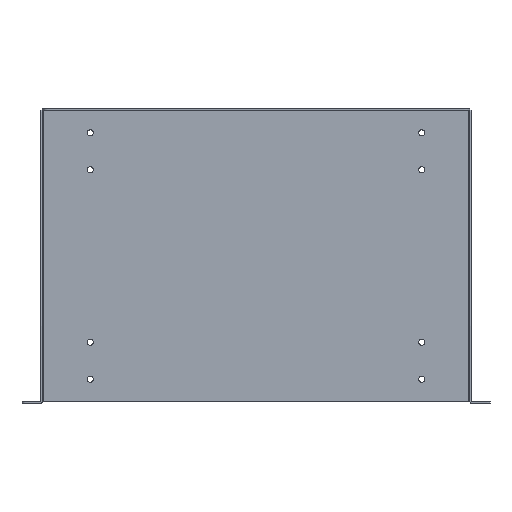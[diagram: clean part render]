
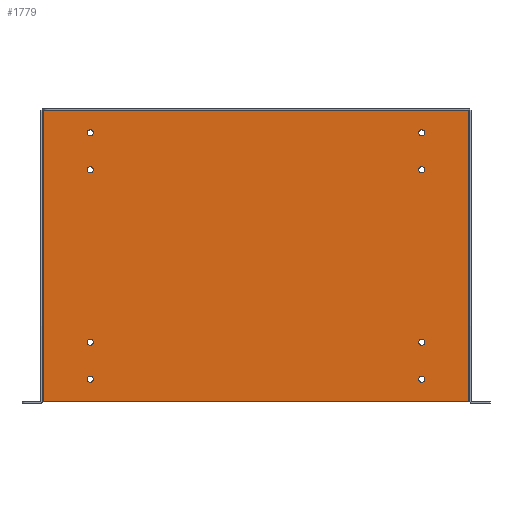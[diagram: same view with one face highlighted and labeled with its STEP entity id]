
A CAD part, top view. The second image highlights one B-rep face of the part: STEP entity #1779.
In plain terms, the highlighted planar face has unit normal (0, 0, 1).
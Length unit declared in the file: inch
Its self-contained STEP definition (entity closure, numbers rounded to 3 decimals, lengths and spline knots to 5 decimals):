
#97 = DIRECTION ( 'NONE',  ( 0., 0., -1. ) ) ;
#122 = CARTESIAN_POINT ( 'NONE',  ( -8.642, -5.964, 0.072 ) ) ;
#126 = VECTOR ( 'NONE', #1062, 39.37008 ) ;
#133 = FACE_BOUND ( 'NONE', #1322, .T. ) ;
#145 = EDGE_CURVE ( 'NONE', #979, #371, #3117, .T. ) ;
#165 = VERTEX_POINT ( 'NONE', #1197 ) ;
#247 = DIRECTION ( 'NONE',  ( 1., 0., 0. ) ) ;
#289 = CARTESIAN_POINT ( 'NONE',  ( -8.75, 5.856, 0.072 ) ) ;
#344 = AXIS2_PLACEMENT_3D ( 'NONE', #3023, #701, #247 ) ;
#371 = VERTEX_POINT ( 'NONE', #2917 ) ;
#372 = FACE_OUTER_BOUND ( 'NONE', #1895, .T. ) ;
#380 = DIRECTION ( 'NONE',  ( 1., 0., 0. ) ) ;
#381 = EDGE_LOOP ( 'NONE', ( #529 ) ) ;
#390 = EDGE_CURVE ( 'NONE', #2750, #2750, #3285, .T. ) ;
#405 = DIRECTION ( 'NONE',  ( 0., 0., -1. ) ) ;
#408 = VERTEX_POINT ( 'NONE', #794 ) ;
#413 = ORIENTED_EDGE ( 'NONE', *, *, #1684, .T. ) ;
#437 = CARTESIAN_POINT ( 'NONE',  ( 8.642, 5.964, 0.072 ) ) ;
#448 = CARTESIAN_POINT ( 'NONE',  ( 6.859, -5.036, 0.072 ) ) ;
#482 = DIRECTION ( 'NONE',  ( 1., 0., 0. ) ) ;
#512 = CIRCLE ( 'NONE', #1090, 0.125 ) ;
#517 = CARTESIAN_POINT ( 'NONE',  ( -6.609, -5.036, 0.072 ) ) ;
#526 = DIRECTION ( 'NONE',  ( 1., 0., 0. ) ) ;
#529 = ORIENTED_EDGE ( 'NONE', *, *, #2330, .T. ) ;
#603 = FACE_BOUND ( 'NONE', #2176, .T. ) ;
#672 = DIRECTION ( 'NONE',  ( 1., 0., 0. ) ) ;
#701 = DIRECTION ( 'NONE',  ( 0., 0., -1. ) ) ;
#703 = VERTEX_POINT ( 'NONE', #448 ) ;
#723 = CARTESIAN_POINT ( 'NONE',  ( 6.859, 4.964, 0.072 ) ) ;
#725 = ORIENTED_EDGE ( 'NONE', *, *, #1277, .F. ) ;
#794 = CARTESIAN_POINT ( 'NONE',  ( 8.642, -5.964, 0.072 ) ) ;
#830 = VECTOR ( 'NONE', #2310, 39.37008 ) ;
#876 = EDGE_LOOP ( 'NONE', ( #2171 ) ) ;
#906 = DIRECTION ( 'NONE',  ( 0., 0., -1. ) ) ;
#913 = CARTESIAN_POINT ( 'NONE',  ( -8.75, 5.964, 0.072 ) ) ;
#943 = FACE_BOUND ( 'NONE', #876, .T. ) ;
#971 = VERTEX_POINT ( 'NONE', #2014 ) ;
#979 = VERTEX_POINT ( 'NONE', #1561 ) ;
#1062 = DIRECTION ( 'NONE',  ( 0., 1., 0. ) ) ;
#1090 = AXIS2_PLACEMENT_3D ( 'NONE', #2257, #3292, #2286 ) ;
#1158 = CIRCLE ( 'NONE', #2951, 0.125 ) ;
#1168 = PLANE ( 'NONE',  #1308 ) ;
#1197 = CARTESIAN_POINT ( 'NONE',  ( -6.609, 3.464, 0.072 ) ) ;
#1206 = CIRCLE ( 'NONE', #2195, 0.125 ) ;
#1269 = CIRCLE ( 'NONE', #3173, 0.125 ) ;
#1277 = EDGE_CURVE ( 'NONE', #2822, #979, #1869, .T. ) ;
#1308 = AXIS2_PLACEMENT_3D ( 'NONE', #913, #1953, #2991 ) ;
#1318 = DIRECTION ( 'NONE',  ( 1., 0., 0. ) ) ;
#1322 = EDGE_LOOP ( 'NONE', ( #2483 ) ) ;
#1324 = VERTEX_POINT ( 'NONE', #517 ) ;
#1329 = CARTESIAN_POINT ( 'NONE',  ( 6.734, 3.464, 0.072 ) ) ;
#1351 = ORIENTED_EDGE ( 'NONE', *, *, #2756, .T. ) ;
#1372 = LINE ( 'NONE', #2109, #2346 ) ;
#1399 = FACE_BOUND ( 'NONE', #2498, .T. ) ;
#1413 = FACE_BOUND ( 'NONE', #3174, .T. ) ;
#1423 = AXIS2_PLACEMENT_3D ( 'NONE', #1959, #906, #380 ) ;
#1433 = EDGE_CURVE ( 'NONE', #371, #408, #2766, .T. ) ;
#1478 = CARTESIAN_POINT ( 'NONE',  ( 6.859, -3.536, 0.072 ) ) ;
#1536 = VERTEX_POINT ( 'NONE', #1791 ) ;
#1561 = CARTESIAN_POINT ( 'NONE',  ( -8.642, 5.856, 0.072 ) ) ;
#1573 = ORIENTED_EDGE ( 'NONE', *, *, #145, .F. ) ;
#1595 = CARTESIAN_POINT ( 'NONE',  ( -8.642, 5.964, 0.072 ) ) ;
#1606 = EDGE_LOOP ( 'NONE', ( #3258 ) ) ;
#1659 = FACE_BOUND ( 'NONE', #2070, .T. ) ;
#1684 = EDGE_CURVE ( 'NONE', #703, #703, #1206, .T. ) ;
#1779 = ADVANCED_FACE ( 'NONE', ( #372, #1413, #943, #1399, #1659, #2976, #2938, #603, #133 ), #1168, .F. ) ;
#1791 = CARTESIAN_POINT ( 'NONE',  ( -6.609, -3.536, 0.072 ) ) ;
#1806 = EDGE_CURVE ( 'NONE', #165, #165, #1861, .T. ) ;
#1861 = CIRCLE ( 'NONE', #344, 0.125 ) ;
#1869 = LINE ( 'NONE', #1595, #126 ) ;
#1874 = EDGE_CURVE ( 'NONE', #2506, #2506, #2075, .T. ) ;
#1895 = EDGE_LOOP ( 'NONE', ( #1573, #725, #2671, #2378 ) ) ;
#1953 = DIRECTION ( 'NONE',  ( 0., 0., -1. ) ) ;
#1959 = CARTESIAN_POINT ( 'NONE',  ( -6.734, -3.536, 0.072 ) ) ;
#1997 = DIRECTION ( 'NONE',  ( 0., 0., -1. ) ) ;
#2013 = CARTESIAN_POINT ( 'NONE',  ( -6.734, -5.036, 0.072 ) ) ;
#2014 = CARTESIAN_POINT ( 'NONE',  ( -6.609, 4.964, 0.072 ) ) ;
#2049 = CARTESIAN_POINT ( 'NONE',  ( 6.734, -3.536, 0.072 ) ) ;
#2070 = EDGE_LOOP ( 'NONE', ( #3245 ) ) ;
#2075 = CIRCLE ( 'NONE', #2406, 0.125 ) ;
#2088 = CARTESIAN_POINT ( 'NONE',  ( -6.734, 4.964, 0.072 ) ) ;
#2109 = CARTESIAN_POINT ( 'NONE',  ( -8.75, -5.964, 0.072 ) ) ;
#2171 = ORIENTED_EDGE ( 'NONE', *, *, #390, .T. ) ;
#2173 = CARTESIAN_POINT ( 'NONE',  ( 6.734, -5.036, 0.072 ) ) ;
#2176 = EDGE_LOOP ( 'NONE', ( #413 ) ) ;
#2195 = AXIS2_PLACEMENT_3D ( 'NONE', #2173, #405, #672 ) ;
#2240 = CARTESIAN_POINT ( 'NONE',  ( 6.859, 3.464, 0.072 ) ) ;
#2257 = CARTESIAN_POINT ( 'NONE',  ( 6.734, 4.964, 0.072 ) ) ;
#2286 = DIRECTION ( 'NONE',  ( 1., 0., 0. ) ) ;
#2310 = DIRECTION ( 'NONE',  ( 0., -1., 0. ) ) ;
#2330 = EDGE_CURVE ( 'NONE', #971, #971, #1269, .T. ) ;
#2339 = DIRECTION ( 'NONE',  ( 0., 0., -1. ) ) ;
#2346 = VECTOR ( 'NONE', #1318, 39.37008 ) ;
#2378 = ORIENTED_EDGE ( 'NONE', *, *, #1433, .F. ) ;
#2406 = AXIS2_PLACEMENT_3D ( 'NONE', #2049, #1997, #482 ) ;
#2440 = EDGE_CURVE ( 'NONE', #3054, #3054, #512, .T. ) ;
#2458 = EDGE_CURVE ( 'NONE', #1324, #1324, #1158, .T. ) ;
#2483 = ORIENTED_EDGE ( 'NONE', *, *, #2440, .T. ) ;
#2498 = EDGE_LOOP ( 'NONE', ( #2769 ) ) ;
#2506 = VERTEX_POINT ( 'NONE', #1478 ) ;
#2671 = ORIENTED_EDGE ( 'NONE', *, *, #2692, .T. ) ;
#2681 = DIRECTION ( 'NONE',  ( 1., 0., 0. ) ) ;
#2692 = EDGE_CURVE ( 'NONE', #2822, #408, #1372, .T. ) ;
#2750 = VERTEX_POINT ( 'NONE', #2240 ) ;
#2756 = EDGE_CURVE ( 'NONE', #1536, #1536, #2889, .T. ) ;
#2766 = LINE ( 'NONE', #437, #830 ) ;
#2769 = ORIENTED_EDGE ( 'NONE', *, *, #1874, .T. ) ;
#2815 = DIRECTION ( 'NONE',  ( 1., 0., 0. ) ) ;
#2822 = VERTEX_POINT ( 'NONE', #122 ) ;
#2848 = VECTOR ( 'NONE', #526, 39.37008 ) ;
#2854 = DIRECTION ( 'NONE',  ( 1., 0., 0. ) ) ;
#2889 = CIRCLE ( 'NONE', #1423, 0.125 ) ;
#2917 = CARTESIAN_POINT ( 'NONE',  ( 8.642, 5.856, 0.072 ) ) ;
#2938 = FACE_BOUND ( 'NONE', #381, .T. ) ;
#2951 = AXIS2_PLACEMENT_3D ( 'NONE', #2013, #3053, #2815 ) ;
#2976 = FACE_BOUND ( 'NONE', #1606, .T. ) ;
#2991 = DIRECTION ( 'NONE',  ( -1., 0., 0. ) ) ;
#3023 = CARTESIAN_POINT ( 'NONE',  ( -6.734, 3.464, 0.072 ) ) ;
#3053 = DIRECTION ( 'NONE',  ( 0., 0., -1. ) ) ;
#3054 = VERTEX_POINT ( 'NONE', #723 ) ;
#3117 = LINE ( 'NONE', #289, #2848 ) ;
#3173 = AXIS2_PLACEMENT_3D ( 'NONE', #2088, #2339, #2854 ) ;
#3174 = EDGE_LOOP ( 'NONE', ( #1351 ) ) ;
#3245 = ORIENTED_EDGE ( 'NONE', *, *, #1806, .T. ) ;
#3258 = ORIENTED_EDGE ( 'NONE', *, *, #2458, .T. ) ;
#3283 = AXIS2_PLACEMENT_3D ( 'NONE', #1329, #97, #2681 ) ;
#3285 = CIRCLE ( 'NONE', #3283, 0.125 ) ;
#3292 = DIRECTION ( 'NONE',  ( 0., 0., -1. ) ) ;
